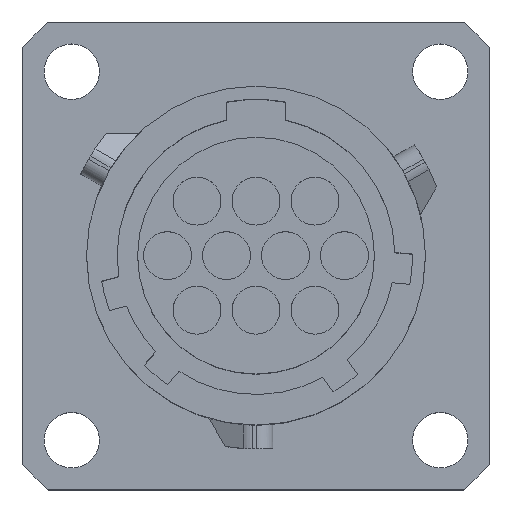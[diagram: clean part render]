
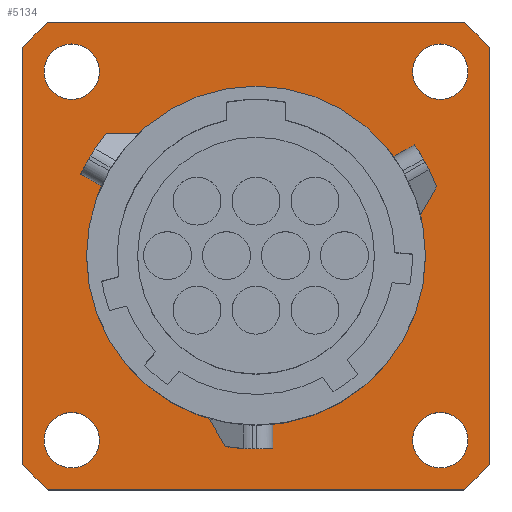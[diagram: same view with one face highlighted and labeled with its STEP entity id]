
A CAD part, top view. The second image highlights one B-rep face of the part: STEP entity #5134.
In plain terms, the highlighted planar face has unit normal (0, 0, 1).
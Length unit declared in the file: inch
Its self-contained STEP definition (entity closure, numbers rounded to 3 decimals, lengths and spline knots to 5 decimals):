
#89=CARTESIAN_POINT('',(0.,0.,0.));
#90=DIRECTION('',(0.,0.,-1.));
#91=DIRECTION('',(1.,0.,0.));
#92=AXIS2_PLACEMENT_3D('',#89,#90,#91);
#139=CARTESIAN_POINT('',(0.,0.,0.));
#140=DIRECTION('',(0.,0.,1.));
#141=DIRECTION('',(1.,0.,0.));
#142=AXIS2_PLACEMENT_3D('',#139,#140,#141);
#218=DIRECTION('',(1.,0.,0.));
#219=VECTOR('',#218,0.91455);
#220=CARTESIAN_POINT('',(-0.45727,0.51535,0.));
#221=LINE('',#220,#219);
#222=CARTESIAN_POINT('',(0.,0.,0.));
#223=DIRECTION('',(0.,0.,-1.));
#224=DIRECTION('',(0.664,0.748,0.));
#225=AXIS2_PLACEMENT_3D('',#222,#223,#224);
#227=DIRECTION('',(0.,-1.,0.));
#228=VECTOR('',#227,0.91455);
#229=CARTESIAN_POINT('',(0.51535,0.45727,0.));
#230=LINE('',#229,#228);
#231=CARTESIAN_POINT('',(0.,0.,0.));
#232=DIRECTION('',(0.,0.,-1.));
#233=DIRECTION('',(0.748,-0.664,0.));
#234=AXIS2_PLACEMENT_3D('',#231,#232,#233);
#236=DIRECTION('',(-1.,0.,0.));
#237=VECTOR('',#236,0.91455);
#238=CARTESIAN_POINT('',(0.45727,-0.51535,0.));
#239=LINE('',#238,#237);
#240=CARTESIAN_POINT('',(0.,0.,0.));
#241=DIRECTION('',(0.,0.,-1.));
#242=DIRECTION('',(-0.664,-0.748,0.));
#243=AXIS2_PLACEMENT_3D('',#240,#241,#242);
#245=DIRECTION('',(0.,1.,0.));
#246=VECTOR('',#245,0.91455);
#247=CARTESIAN_POINT('',(-0.51535,-0.45727,0.));
#248=LINE('',#247,#246);
#249=CARTESIAN_POINT('',(0.,0.,0.));
#250=DIRECTION('',(0.,0.,-1.));
#251=DIRECTION('',(-0.748,0.664,0.));
#252=AXIS2_PLACEMENT_3D('',#249,#250,#251);
#254=CARTESIAN_POINT('',(0.40591,0.40591,0.));
#255=DIRECTION('',(0.,0.,1.));
#256=DIRECTION('',(1.,0.,0.));
#257=AXIS2_PLACEMENT_3D('',#254,#255,#256);
#259=CARTESIAN_POINT('',(0.40591,0.40591,0.));
#260=DIRECTION('',(0.,0.,1.));
#261=DIRECTION('',(-1.,0.,0.));
#262=AXIS2_PLACEMENT_3D('',#259,#260,#261);
#264=CARTESIAN_POINT('',(0.40591,-0.40591,0.));
#265=DIRECTION('',(0.,0.,1.));
#266=DIRECTION('',(1.,0.,0.));
#267=AXIS2_PLACEMENT_3D('',#264,#265,#266);
#269=CARTESIAN_POINT('',(0.40591,-0.40591,0.));
#270=DIRECTION('',(0.,0.,1.));
#271=DIRECTION('',(-1.,0.,0.));
#272=AXIS2_PLACEMENT_3D('',#269,#270,#271);
#274=CARTESIAN_POINT('',(-0.40591,-0.40591,0.));
#275=DIRECTION('',(0.,0.,1.));
#276=DIRECTION('',(1.,0.,0.));
#277=AXIS2_PLACEMENT_3D('',#274,#275,#276);
#279=CARTESIAN_POINT('',(-0.40591,-0.40591,0.));
#280=DIRECTION('',(0.,0.,1.));
#281=DIRECTION('',(-1.,0.,0.));
#282=AXIS2_PLACEMENT_3D('',#279,#280,#281);
#284=CARTESIAN_POINT('',(-0.40591,0.40591,0.));
#285=DIRECTION('',(0.,0.,1.));
#286=DIRECTION('',(1.,0.,0.));
#287=AXIS2_PLACEMENT_3D('',#284,#285,#286);
#289=CARTESIAN_POINT('',(-0.40591,0.40591,0.));
#290=DIRECTION('',(0.,0.,1.));
#291=DIRECTION('',(-1.,0.,0.));
#292=AXIS2_PLACEMENT_3D('',#289,#290,#291);
#4305=CARTESIAN_POINT('',(0.37323,0.,0.));
#4307=VERTEX_POINT('',#4305);
#4317=CARTESIAN_POINT('',(-0.37323,0.,0.));
#4319=VERTEX_POINT('',#4317);
#4606=CARTESIAN_POINT('',(-0.45727,0.51535,0.));
#4607=CARTESIAN_POINT('',(0.45727,0.51535,0.));
#4608=VERTEX_POINT('',#4606);
#4609=VERTEX_POINT('',#4607);
#4610=CARTESIAN_POINT('',(0.51535,0.45727,0.));
#4611=CARTESIAN_POINT('',(0.51535,-0.45727,0.));
#4612=VERTEX_POINT('',#4610);
#4613=VERTEX_POINT('',#4611);
#4614=CARTESIAN_POINT('',(0.45727,-0.51535,0.));
#4615=CARTESIAN_POINT('',(-0.45727,-0.51535,0.));
#4616=VERTEX_POINT('',#4614);
#4617=VERTEX_POINT('',#4615);
#4618=CARTESIAN_POINT('',(-0.51535,-0.45727,0.));
#4619=CARTESIAN_POINT('',(-0.51535,0.45727,0.));
#4620=VERTEX_POINT('',#4618);
#4621=VERTEX_POINT('',#4619);
#4638=CARTESIAN_POINT('',(0.46693,0.40591,0.));
#4639=CARTESIAN_POINT('',(0.34488,0.40591,0.));
#4640=VERTEX_POINT('',#4638);
#4641=VERTEX_POINT('',#4639);
#4642=CARTESIAN_POINT('',(0.46693,-0.40591,0.));
#4643=CARTESIAN_POINT('',(0.34488,-0.40591,0.));
#4644=VERTEX_POINT('',#4642);
#4645=VERTEX_POINT('',#4643);
#4646=CARTESIAN_POINT('',(-0.34488,-0.40591,0.));
#4647=CARTESIAN_POINT('',(-0.46693,-0.40591,0.));
#4648=VERTEX_POINT('',#4646);
#4649=VERTEX_POINT('',#4647);
#4650=CARTESIAN_POINT('',(-0.34488,0.40591,0.));
#4651=CARTESIAN_POINT('',(-0.46693,0.40591,0.));
#4652=VERTEX_POINT('',#4650);
#4653=VERTEX_POINT('',#4651);
#5083=CARTESIAN_POINT('',(0.,0.,0.));
#5084=DIRECTION('',(0.,0.,-1.));
#5085=DIRECTION('',(-1.,0.,0.));
#5086=AXIS2_PLACEMENT_3D('',#5083,#5084,#5085);
#5087=PLANE('',#5086);
#5089=ORIENTED_EDGE('',*,*,#5088,.T.);
#5091=ORIENTED_EDGE('',*,*,#5090,.T.);
#5093=ORIENTED_EDGE('',*,*,#5092,.T.);
#5095=ORIENTED_EDGE('',*,*,#5094,.T.);
#5097=ORIENTED_EDGE('',*,*,#5096,.T.);
#5099=ORIENTED_EDGE('',*,*,#5098,.T.);
#5101=ORIENTED_EDGE('',*,*,#5100,.T.);
#5103=ORIENTED_EDGE('',*,*,#5102,.T.);
#5104=EDGE_LOOP('',(#5089,#5091,#5093,#5095,#5097,#5099,#5101,#5103));
#5105=FACE_OUTER_BOUND('',#5104,.F.);
#5106=ORIENTED_EDGE('',*,*,#5034,.T.);
#5107=ORIENTED_EDGE('',*,*,#4996,.F.);
#5108=EDGE_LOOP('',(#5106,#5107));
#5109=FACE_BOUND('',#5108,.F.);
#5111=ORIENTED_EDGE('',*,*,#5110,.T.);
#5113=ORIENTED_EDGE('',*,*,#5112,.T.);
#5114=EDGE_LOOP('',(#5111,#5113));
#5115=FACE_BOUND('',#5114,.F.);
#5117=ORIENTED_EDGE('',*,*,#5116,.T.);
#5119=ORIENTED_EDGE('',*,*,#5118,.T.);
#5120=EDGE_LOOP('',(#5117,#5119));
#5121=FACE_BOUND('',#5120,.F.);
#5123=ORIENTED_EDGE('',*,*,#5122,.T.);
#5125=ORIENTED_EDGE('',*,*,#5124,.T.);
#5126=EDGE_LOOP('',(#5123,#5125));
#5127=FACE_BOUND('',#5126,.F.);
#5129=ORIENTED_EDGE('',*,*,#5128,.T.);
#5131=ORIENTED_EDGE('',*,*,#5130,.T.);
#5132=EDGE_LOOP('',(#5129,#5131));
#5133=FACE_BOUND('',#5132,.F.);
#5134=ADVANCED_FACE('',(#5105,#5109,#5115,#5121,#5127,#5133),#5087,.F.);
#93=CIRCLE('',#92,0.37323);
#143=CIRCLE('',#142,0.37323);
#226=CIRCLE('',#225,0.68898);
#235=CIRCLE('',#234,0.68898);
#244=CIRCLE('',#243,0.68898);
#253=CIRCLE('',#252,0.68898);
#258=CIRCLE('',#257,0.06102);
#263=CIRCLE('',#262,0.06102);
#268=CIRCLE('',#267,0.06102);
#273=CIRCLE('',#272,0.06102);
#278=CIRCLE('',#277,0.06102);
#283=CIRCLE('',#282,0.06102);
#288=CIRCLE('',#287,0.06102);
#293=CIRCLE('',#292,0.06102);
#4996=EDGE_CURVE('',#4307,#4319,#93,.T.);
#5034=EDGE_CURVE('',#4307,#4319,#143,.T.);
#5088=EDGE_CURVE('',#4608,#4609,#221,.T.);
#5090=EDGE_CURVE('',#4609,#4612,#226,.T.);
#5092=EDGE_CURVE('',#4612,#4613,#230,.T.);
#5094=EDGE_CURVE('',#4613,#4616,#235,.T.);
#5096=EDGE_CURVE('',#4616,#4617,#239,.T.);
#5098=EDGE_CURVE('',#4617,#4620,#244,.T.);
#5100=EDGE_CURVE('',#4620,#4621,#248,.T.);
#5102=EDGE_CURVE('',#4621,#4608,#253,.T.);
#5110=EDGE_CURVE('',#4640,#4641,#258,.T.);
#5112=EDGE_CURVE('',#4641,#4640,#263,.T.);
#5116=EDGE_CURVE('',#4644,#4645,#268,.T.);
#5118=EDGE_CURVE('',#4645,#4644,#273,.T.);
#5122=EDGE_CURVE('',#4648,#4649,#278,.T.);
#5124=EDGE_CURVE('',#4649,#4648,#283,.T.);
#5128=EDGE_CURVE('',#4652,#4653,#288,.T.);
#5130=EDGE_CURVE('',#4653,#4652,#293,.T.);
